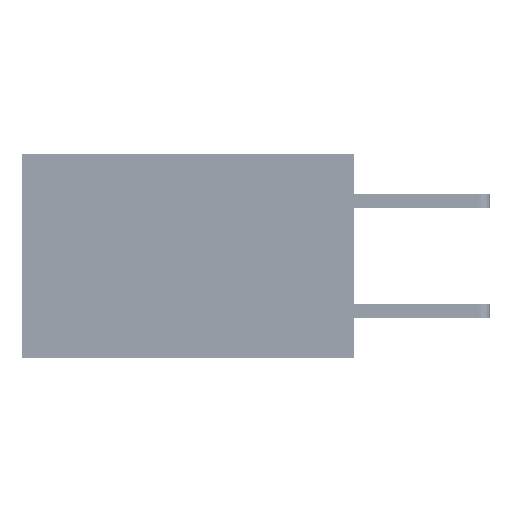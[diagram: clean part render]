
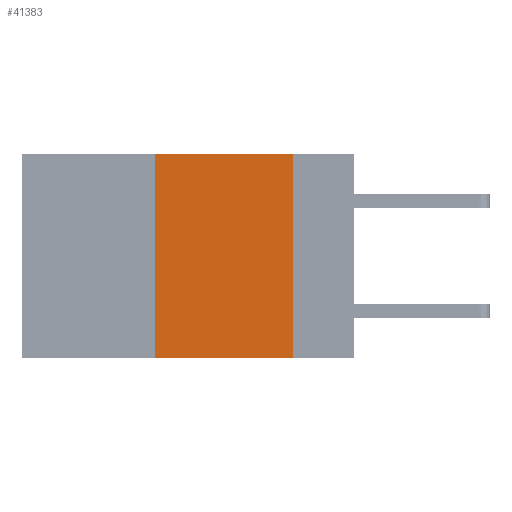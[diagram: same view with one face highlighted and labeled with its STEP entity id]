
A CAD part, left-side view. The second image highlights one B-rep face of the part: STEP entity #41383.
In plain terms, the highlighted planar face has unit normal (-1, 0, 0).
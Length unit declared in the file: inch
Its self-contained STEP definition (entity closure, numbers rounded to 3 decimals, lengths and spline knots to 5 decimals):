
#884 = DIRECTION ( 'NONE',  ( 0., -1., 0. ) ) ;
#1390 = LINE ( 'NONE', #1881, #21175 ) ;
#1881 = CARTESIAN_POINT ( 'NONE',  ( 0., 0.11, 0. ) ) ;
#2413 = FACE_OUTER_BOUND ( 'NONE', #47337, .T. ) ;
#2888 = CARTESIAN_POINT ( 'NONE',  ( 0., 0.36, -0.37 ) ) ;
#3612 = LINE ( 'NONE', #8079, #42895 ) ;
#5059 = VERTEX_POINT ( 'NONE', #2888 ) ;
#5209 = EDGE_CURVE ( 'NONE', #5059, #19844, #3612, .T. ) ;
#5227 = EDGE_CURVE ( 'NONE', #5059, #28091, #26813, .T. ) ;
#8079 = CARTESIAN_POINT ( 'NONE',  ( 0., 0.36, 0. ) ) ;
#8612 = LINE ( 'NONE', #16094, #26480 ) ;
#10135 = ORIENTED_EDGE ( 'NONE', *, *, #5227, .T. ) ;
#10143 = PLANE ( 'NONE',  #21292 ) ;
#12621 = DIRECTION ( 'NONE',  ( 0., 0., -1. ) ) ;
#14849 = CARTESIAN_POINT ( 'NONE',  ( 0., 0.6, -0.37 ) ) ;
#15612 = ORIENTED_EDGE ( 'NONE', *, *, #39524, .F. ) ;
#16094 = CARTESIAN_POINT ( 'NONE',  ( 0., 0.6, 0. ) ) ;
#17290 = ORIENTED_EDGE ( 'NONE', *, *, #5209, .F. ) ;
#17634 = DIRECTION ( 'NONE',  ( 0., 0., -1. ) ) ;
#18825 = DIRECTION ( 'NONE',  ( 0., 0., 1. ) ) ;
#19844 = VERTEX_POINT ( 'NONE', #30284 ) ;
#21114 = CARTESIAN_POINT ( 'NONE',  ( 0., 0.6, 0. ) ) ;
#21175 = VECTOR ( 'NONE', #12621, 39.37008 ) ;
#21292 = AXIS2_PLACEMENT_3D ( 'NONE', #21114, #25612, #17634 ) ;
#22606 = CARTESIAN_POINT ( 'NONE',  ( 0., 0.11, 0. ) ) ;
#24497 = CARTESIAN_POINT ( 'NONE',  ( 0., 0.11, -0.37 ) ) ;
#25612 = DIRECTION ( 'NONE',  ( 1., 0., 0. ) ) ;
#26480 = VECTOR ( 'NONE', #884, 39.37008 ) ;
#26813 = LINE ( 'NONE', #14849, #30148 ) ;
#28091 = VERTEX_POINT ( 'NONE', #24497 ) ;
#30148 = VECTOR ( 'NONE', #45315, 39.37008 ) ;
#30284 = CARTESIAN_POINT ( 'NONE',  ( 0., 0.36, 0. ) ) ;
#30383 = ORIENTED_EDGE ( 'NONE', *, *, #34245, .F. ) ;
#30836 = VERTEX_POINT ( 'NONE', #22606 ) ;
#34245 = EDGE_CURVE ( 'NONE', #19844, #30836, #8612, .T. ) ;
#39524 = EDGE_CURVE ( 'NONE', #30836, #28091, #1390, .T. ) ;
#41383 = ADVANCED_FACE ( 'NONE', ( #2413 ), #10143, .F. ) ;
#42895 = VECTOR ( 'NONE', #18825, 39.37008 ) ;
#45315 = DIRECTION ( 'NONE',  ( 0., -1., 0. ) ) ;
#47337 = EDGE_LOOP ( 'NONE', ( #15612, #30383, #17290, #10135 ) ) ;
